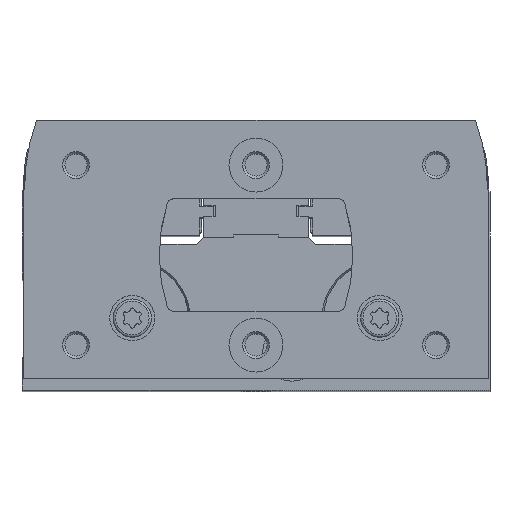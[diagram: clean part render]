
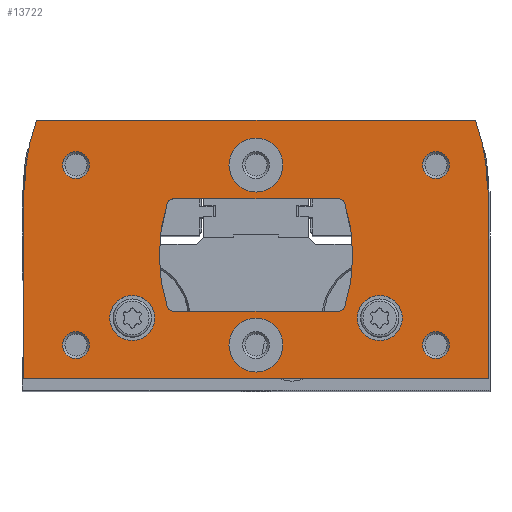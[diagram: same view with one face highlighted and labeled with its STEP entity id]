
A CAD part, top view. The second image highlights one B-rep face of the part: STEP entity #13722.
In plain terms, the highlighted planar face has unit normal (0, 0, 1).
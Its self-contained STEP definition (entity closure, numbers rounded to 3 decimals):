
#543=LINE('',#21248,#1349);
#548=LINE('',#21258,#1354);
#567=LINE('',#21307,#1373);
#573=LINE('',#21319,#1379);
#587=LINE('',#21390,#1393);
#589=LINE('',#21393,#1395);
#590=LINE('',#21443,#1396);
#591=LINE('',#21463,#1397);
#1349=VECTOR('',#17339,1000.);
#1354=VECTOR('',#17346,1000.);
#1373=VECTOR('',#17383,1000.);
#1379=VECTOR('',#17393,1000.);
#1393=VECTOR('',#17445,1000.);
#1395=VECTOR('',#17449,1000.);
#1396=VECTOR('',#17500,1000.);
#1397=VECTOR('',#17521,1000.);
#1884=PLANE('',#14824);
#3500=ORIENTED_EDGE('',*,*,#6134,.F.);
#3501=ORIENTED_EDGE('',*,*,#6135,.F.);
#3502=ORIENTED_EDGE('',*,*,#6136,.T.);
#3503=ORIENTED_EDGE('',*,*,#6137,.T.);
#3504=ORIENTED_EDGE('',*,*,#6138,.T.);
#3505=ORIENTED_EDGE('',*,*,#6139,.T.);
#3506=ORIENTED_EDGE('',*,*,#6140,.T.);
#3507=ORIENTED_EDGE('',*,*,#6141,.T.);
#3508=ORIENTED_EDGE('',*,*,#6089,.F.);
#3509=ORIENTED_EDGE('',*,*,#6106,.F.);
#3510=ORIENTED_EDGE('',*,*,#6101,.F.);
#3511=ORIENTED_EDGE('',*,*,#6098,.F.);
#3512=ORIENTED_EDGE('',*,*,#6142,.F.);
#3513=ORIENTED_EDGE('',*,*,#6143,.F.);
#3514=ORIENTED_EDGE('',*,*,#6144,.F.);
#3515=ORIENTED_EDGE('',*,*,#6092,.F.);
#3516=ORIENTED_EDGE('',*,*,#6076,.T.);
#3517=ORIENTED_EDGE('',*,*,#6070,.T.);
#3518=ORIENTED_EDGE('',*,*,#6108,.T.);
#3519=ORIENTED_EDGE('',*,*,#6040,.T.);
#3520=ORIENTED_EDGE('',*,*,#6045,.T.);
#3521=ORIENTED_EDGE('',*,*,#6049,.T.);
#3522=ORIENTED_EDGE('',*,*,#6133,.T.);
#3523=ORIENTED_EDGE('',*,*,#6082,.T.);
#6040=EDGE_CURVE('',#7500,#7499,#543,.T.);
#6045=EDGE_CURVE('',#7499,#7503,#548,.T.);
#6049=EDGE_CURVE('',#7503,#7505,#8434,.T.);
#6070=EDGE_CURVE('',#7522,#7524,#567,.T.);
#6076=EDGE_CURVE('',#7528,#7522,#573,.T.);
#6082=EDGE_CURVE('',#7533,#7528,#8440,.T.);
#6089=EDGE_CURVE('',#7537,#7538,#8443,.T.);
#6092=EDGE_CURVE('',#7538,#7539,#8444,.T.);
#6098=EDGE_CURVE('',#7543,#7544,#8447,.T.);
#6101=EDGE_CURVE('',#7544,#7546,#8448,.T.);
#6106=EDGE_CURVE('',#7546,#7537,#587,.T.);
#6108=EDGE_CURVE('',#7524,#7500,#589,.T.);
#6133=EDGE_CURVE('',#7505,#7533,#590,.T.);
#6134=EDGE_CURVE('',#7573,#7573,#8475,.T.);
#6135=EDGE_CURVE('',#7574,#7574,#8476,.T.);
#6136=EDGE_CURVE('',#7575,#7575,#8477,.T.);
#6137=EDGE_CURVE('',#7576,#7576,#8478,.T.);
#6138=EDGE_CURVE('',#7577,#7577,#8479,.T.);
#6139=EDGE_CURVE('',#7578,#7578,#8480,.T.);
#6140=EDGE_CURVE('',#7579,#7579,#8481,.T.);
#6141=EDGE_CURVE('',#7580,#7580,#8482,.T.);
#6142=EDGE_CURVE('',#7581,#7543,#8483,.T.);
#6143=EDGE_CURVE('',#7582,#7581,#591,.T.);
#6144=EDGE_CURVE('',#7539,#7582,#8484,.T.);
#7499=VERTEX_POINT('',#21247);
#7500=VERTEX_POINT('',#21249);
#7503=VERTEX_POINT('',#21257);
#7505=VERTEX_POINT('',#21264);
#7522=VERTEX_POINT('',#21301);
#7524=VERTEX_POINT('',#21306);
#7528=VERTEX_POINT('',#21317);
#7533=VERTEX_POINT('',#21332);
#7537=VERTEX_POINT('',#21347);
#7538=VERTEX_POINT('',#21349);
#7539=VERTEX_POINT('',#21357);
#7543=VERTEX_POINT('',#21370);
#7544=VERTEX_POINT('',#21372);
#7546=VERTEX_POINT('',#21382);
#7573=VERTEX_POINT('',#21446);
#7574=VERTEX_POINT('',#21448);
#7575=VERTEX_POINT('',#21450);
#7576=VERTEX_POINT('',#21452);
#7577=VERTEX_POINT('',#21454);
#7578=VERTEX_POINT('',#21456);
#7579=VERTEX_POINT('',#21458);
#7580=VERTEX_POINT('',#21460);
#7581=VERTEX_POINT('',#21462);
#7582=VERTEX_POINT('',#21464);
#8434=CIRCLE('',#14770,46.);
#8440=CIRCLE('',#14782,46.);
#8443=CIRCLE('',#14786,1.5);
#8444=CIRCLE('',#14788,38.);
#8447=CIRCLE('',#14792,38.);
#8448=CIRCLE('',#14794,1.5);
#8475=CIRCLE('',#14825,5.);
#8476=CIRCLE('',#14826,5.);
#8477=CIRCLE('',#14827,6.);
#8478=CIRCLE('',#14828,6.);
#8479=CIRCLE('',#14829,3.);
#8480=CIRCLE('',#14830,3.);
#8481=CIRCLE('',#14831,3.);
#8482=CIRCLE('',#14832,3.);
#8483=CIRCLE('',#14833,1.5);
#8484=CIRCLE('',#14834,1.5);
#9378=EDGE_LOOP('',(#3500));
#9379=EDGE_LOOP('',(#3501));
#9380=EDGE_LOOP('',(#3502));
#9381=EDGE_LOOP('',(#3503));
#9382=EDGE_LOOP('',(#3504));
#9383=EDGE_LOOP('',(#3505));
#9384=EDGE_LOOP('',(#3506));
#9385=EDGE_LOOP('',(#3507));
#9386=EDGE_LOOP('',(#3508,#3509,#3510,#3511,#3512,#3513,#3514,#3515));
#9387=EDGE_LOOP('',(#3516,#3517,#3518,#3519,#3520,#3521,#3522,#3523));
#10406=FACE_BOUND('',#9378,.T.);
#10407=FACE_BOUND('',#9379,.T.);
#10408=FACE_BOUND('',#9380,.T.);
#10409=FACE_BOUND('',#9381,.T.);
#10410=FACE_BOUND('',#9382,.T.);
#10411=FACE_BOUND('',#9383,.T.);
#10412=FACE_BOUND('',#9384,.T.);
#10413=FACE_BOUND('',#9385,.T.);
#10414=FACE_BOUND('',#9386,.T.);
#10415=FACE_BOUND('',#9387,.T.);
#13722=ADVANCED_FACE('',(#10406,#10407,#10408,#10409,#10410,#10411,#10412,
#10413,#10414,#10415),#1884,.T.);
#14770=AXIS2_PLACEMENT_3D('',#21265,#17353,#17354);
#14782=AXIS2_PLACEMENT_3D('',#21331,#17404,#17405);
#14786=AXIS2_PLACEMENT_3D('',#21348,#17415,#17416);
#14788=AXIS2_PLACEMENT_3D('',#21356,#17420,#17421);
#14792=AXIS2_PLACEMENT_3D('',#21371,#17430,#17431);
#14794=AXIS2_PLACEMENT_3D('',#21381,#17435,#17436);
#14824=AXIS2_PLACEMENT_3D('',#21444,#17501,#17502);
#14825=AXIS2_PLACEMENT_3D('',#21445,#17503,#17504);
#14826=AXIS2_PLACEMENT_3D('',#21447,#17505,#17506);
#14827=AXIS2_PLACEMENT_3D('',#21449,#17507,#17508);
#14828=AXIS2_PLACEMENT_3D('',#21451,#17509,#17510);
#14829=AXIS2_PLACEMENT_3D('',#21453,#17511,#17512);
#14830=AXIS2_PLACEMENT_3D('',#21455,#17513,#17514);
#14831=AXIS2_PLACEMENT_3D('',#21457,#17515,#17516);
#14832=AXIS2_PLACEMENT_3D('',#21459,#17517,#17518);
#14833=AXIS2_PLACEMENT_3D('',#21461,#17519,#17520);
#14834=AXIS2_PLACEMENT_3D('',#21465,#17522,#17523);
#17339=DIRECTION('',(0.,1.,0.));
#17346=DIRECTION('',(-0.866,0.5,0.));
#17353=DIRECTION('',(0.,0.,1.));
#17354=DIRECTION('',(1.,0.,0.));
#17383=DIRECTION('',(0.,-1.,0.));
#17393=DIRECTION('',(-0.866,-0.5,0.));
#17404=DIRECTION('',(0.,0.,1.));
#17405=DIRECTION('',(1.,0.,0.));
#17415=DIRECTION('',(0.,0.,1.));
#17416=DIRECTION('',(1.,0.,0.));
#17420=DIRECTION('',(0.,0.,1.));
#17421=DIRECTION('',(1.,0.,0.));
#17430=DIRECTION('',(0.,0.,1.));
#17431=DIRECTION('',(1.,0.,0.));
#17435=DIRECTION('',(0.,0.,1.));
#17436=DIRECTION('',(1.,0.,0.));
#17445=DIRECTION('',(-1.,0.,0.));
#17449=DIRECTION('',(1.,0.,0.));
#17500=DIRECTION('',(-1.,0.,0.));
#17501=DIRECTION('',(0.,0.,1.));
#17502=DIRECTION('',(1.,0.,0.));
#17503=DIRECTION('',(0.,0.,1.));
#17504=DIRECTION('',(1.,0.,0.));
#17505=DIRECTION('',(0.,0.,1.));
#17506=DIRECTION('',(1.,0.,0.));
#17507=DIRECTION('',(0.,0.,-1.));
#17508=DIRECTION('',(-1.,0.,0.));
#17509=DIRECTION('',(0.,0.,-1.));
#17510=DIRECTION('',(-1.,0.,0.));
#17511=DIRECTION('',(0.,0.,-1.));
#17512=DIRECTION('',(-1.,0.,0.));
#17513=DIRECTION('',(0.,0.,-1.));
#17514=DIRECTION('',(-1.,0.,0.));
#17515=DIRECTION('',(0.,0.,-1.));
#17516=DIRECTION('',(-1.,0.,0.));
#17517=DIRECTION('',(0.,0.,-1.));
#17518=DIRECTION('',(-1.,0.,0.));
#17519=DIRECTION('',(0.,0.,1.));
#17520=DIRECTION('',(1.,0.,0.));
#17521=DIRECTION('',(1.,0.,0.));
#17522=DIRECTION('',(0.,0.,1.));
#17523=DIRECTION('',(1.,0.,0.));
#21247=CARTESIAN_POINT('',(51.75,41.827,0.));
#21248=CARTESIAN_POINT('',(51.75,0.,0.));
#21249=CARTESIAN_POINT('',(51.75,0.,0.));
#21257=CARTESIAN_POINT('',(51.45,42.,0.));
#21258=CARTESIAN_POINT('',(51.75,41.827,0.));
#21264=CARTESIAN_POINT('',(48.76,57.5,0.));
#21265=CARTESIAN_POINT('',(5.45,42.,0.));
#21301=CARTESIAN_POINT('',(-51.75,41.827,0.));
#21306=CARTESIAN_POINT('',(-51.75,0.,0.));
#21307=CARTESIAN_POINT('',(-51.75,41.827,0.));
#21317=CARTESIAN_POINT('',(-51.45,42.,0.));
#21319=CARTESIAN_POINT('',(-51.45,42.,0.));
#21331=CARTESIAN_POINT('',(-5.45,42.,0.));
#21332=CARTESIAN_POINT('',(-48.76,57.5,0.));
#21347=CARTESIAN_POINT('',(-18.303,40.,0.));
#21348=CARTESIAN_POINT('',(-18.303,38.5,0.));
#21349=CARTESIAN_POINT('',(-19.733,38.952,0.));
#21356=CARTESIAN_POINT('',(16.5,27.5,0.));
#21357=CARTESIAN_POINT('',(-19.733,16.048,0.));
#21370=CARTESIAN_POINT('',(19.733,16.048,0.));
#21371=CARTESIAN_POINT('',(-16.5,27.5,0.));
#21372=CARTESIAN_POINT('',(19.733,38.952,0.));
#21381=CARTESIAN_POINT('',(18.303,38.5,0.));
#21382=CARTESIAN_POINT('',(18.303,40.,0.));
#21390=CARTESIAN_POINT('',(18.303,40.,0.));
#21393=CARTESIAN_POINT('',(-51.75,0.,0.));
#21443=CARTESIAN_POINT('',(48.76,57.5,0.));
#21444=CARTESIAN_POINT('',(5.45,42.,0.));
#21445=CARTESIAN_POINT('',(-27.5,13.5,0.));
#21446=CARTESIAN_POINT('',(-22.5,13.5,0.));
#21447=CARTESIAN_POINT('',(27.5,13.5,0.));
#21448=CARTESIAN_POINT('',(32.5,13.5,0.));
#21449=CARTESIAN_POINT('',(0.,7.5,0.));
#21450=CARTESIAN_POINT('',(-6.,7.5,0.));
#21451=CARTESIAN_POINT('',(0.,47.5,0.));
#21452=CARTESIAN_POINT('',(-6.,47.5,0.));
#21453=CARTESIAN_POINT('',(40.,7.5,0.));
#21454=CARTESIAN_POINT('',(37.,7.5,0.));
#21455=CARTESIAN_POINT('',(-40.,7.5,0.));
#21456=CARTESIAN_POINT('',(-43.,7.5,0.));
#21457=CARTESIAN_POINT('',(-40.,47.5,0.));
#21458=CARTESIAN_POINT('',(-43.,47.5,0.));
#21459=CARTESIAN_POINT('',(40.,47.5,0.));
#21460=CARTESIAN_POINT('',(37.,47.5,0.));
#21461=CARTESIAN_POINT('',(18.303,16.5,0.));
#21462=CARTESIAN_POINT('',(18.303,15.,0.));
#21463=CARTESIAN_POINT('',(-18.303,15.,0.));
#21464=CARTESIAN_POINT('',(-18.303,15.,0.));
#21465=CARTESIAN_POINT('',(-18.303,16.5,0.));
